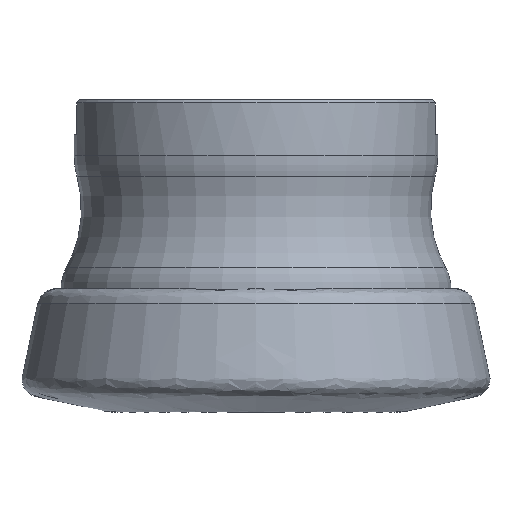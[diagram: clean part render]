
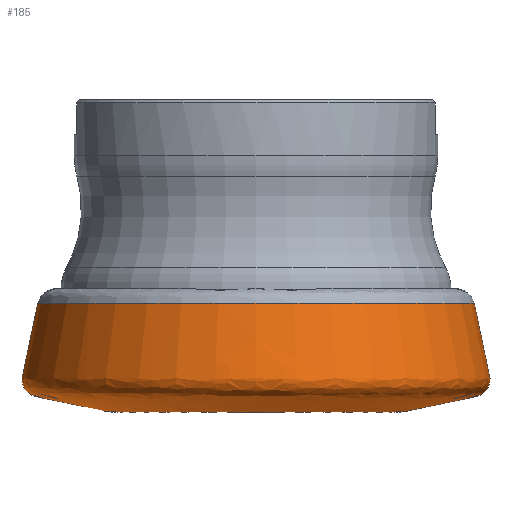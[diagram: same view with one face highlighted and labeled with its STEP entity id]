
A CAD part, left-side view. The second image highlights one B-rep face of the part: STEP entity #185.
In plain terms, the highlighted face is a revolution surface.
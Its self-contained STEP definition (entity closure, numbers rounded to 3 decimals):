
#185=ADVANCED_FACE('',(#237,#238),#220,.F.);
#220=SURFACE_OF_REVOLUTION('',#224,#222);
#222=AXIS1_PLACEMENT('',#1042,#780);
#224=B_SPLINE_CURVE_WITH_KNOTS('',5,(#1003,#1004,#1005,#1006,#1007,#1008,
#1009,#1010,#1011,#1012,#1013,#1014,#1015,#1016,#1017,#1018,#1019,#1020,
#1021,#1022,#1023,#1024,#1025,#1026,#1027,#1028,#1029,#1030,#1031,#1032,
#1033,#1034,#1035,#1036,#1037,#1038,#1039,#1040,#1041),.UNSPECIFIED.,.F.,
 .F.,(6,1,1,1,1,1,1,1,1,1,1,1,1,1,1,1,1,1,1,1,1,1,1,1,1,1,1,1,1,1,1,1,1,
1,6),(0.,0.009,0.021,0.032,0.043,
0.054,0.065,0.077,0.088,
0.099,0.11,0.122,0.13,
0.132,0.133,0.135,0.15,
0.162,0.259,0.419,0.497,
0.514,0.524,0.535,0.546,
0.556,0.566,0.577,0.588,
0.599,0.61,0.621,0.633,
0.667,1.),.UNSPECIFIED.);
#237=FACE_BOUND('',#279,.T.);
#238=FACE_BOUND('',#280,.T.);
#279=EDGE_LOOP('',(#335));
#280=EDGE_LOOP('',(#336));
#335=ORIENTED_EDGE('',*,*,#506,.F.);
#336=ORIENTED_EDGE('',*,*,#505,.F.);
#457=VERTEX_POINT('',#958);
#458=VERTEX_POINT('',#960);
#505=EDGE_CURVE('',#457,#457,#567,.T.);
#506=EDGE_CURVE('',#458,#458,#568,.T.);
#567=CIRCLE('',#696,20.503);
#568=CIRCLE('',#697,35.521);
#696=AXIS2_PLACEMENT_3D('',#957,#775,#776);
#697=AXIS2_PLACEMENT_3D('',#959,#777,#778);
#775=DIRECTION('',(0.,0.,-1.));
#776=DIRECTION('',(-1.,0.,0.));
#777=DIRECTION('',(0.,0.,1.));
#778=DIRECTION('',(-1.,0.,0.));
#780=DIRECTION('',(0.,0.,-1.));
#957=CARTESIAN_POINT('',(0.,0.,-48.418));
#958=CARTESIAN_POINT('',(-20.503,0.,-48.418));
#959=CARTESIAN_POINT('',(0.,0.,-33.074));
#960=CARTESIAN_POINT('',(-35.521,0.,-33.074));
#1003=CARTESIAN_POINT('',(20.503,0.,-48.418));
#1004=CARTESIAN_POINT('',(20.517,0.,-48.481));
#1005=CARTESIAN_POINT('',(20.55,0.,-48.617));
#1006=CARTESIAN_POINT('',(20.614,0.,-48.823));
#1007=CARTESIAN_POINT('',(20.722,0.,-49.088));
#1008=CARTESIAN_POINT('',(20.902,0.,-49.413));
#1009=CARTESIAN_POINT('',(21.126,0.,-49.719));
#1010=CARTESIAN_POINT('',(21.38,0.,-49.99));
#1011=CARTESIAN_POINT('',(21.676,0.,-50.236));
#1012=CARTESIAN_POINT('',(21.992,0.,-50.436));
#1013=CARTESIAN_POINT('',(22.332,0.,-50.597));
#1014=CARTESIAN_POINT('',(22.701,0.,-50.717));
#1015=CARTESIAN_POINT('',(23.051,0.,-50.783));
#1016=CARTESIAN_POINT('',(23.346,0.,-50.805));
#1017=CARTESIAN_POINT('',(23.575,0.,-50.799));
#1018=CARTESIAN_POINT('',(23.741,0.,-50.786));
#1019=CARTESIAN_POINT('',(23.927,0.,-50.762));
#1020=CARTESIAN_POINT('',(24.135,0.,-50.723));
#1021=CARTESIAN_POINT('',(24.96,0.,-50.537));
#1022=CARTESIAN_POINT('',(26.841,0.,-50.184));
#1023=CARTESIAN_POINT('',(29.174,0.,-49.609));
#1024=CARTESIAN_POINT('',(31.596,0.,-49.248));
#1025=CARTESIAN_POINT('',(33.919,0.,-48.615));
#1026=CARTESIAN_POINT('',(35.759,0.,-48.358));
#1027=CARTESIAN_POINT('',(36.54,0.,-48.035));
#1028=CARTESIAN_POINT('',(36.871,0.,-47.796));
#1029=CARTESIAN_POINT('',(37.135,0.,-47.596));
#1030=CARTESIAN_POINT('',(37.378,0.,-47.33));
#1031=CARTESIAN_POINT('',(37.596,0.,-47.048));
#1032=CARTESIAN_POINT('',(37.771,0.,-46.738));
#1033=CARTESIAN_POINT('',(37.913,0.,-46.403));
#1034=CARTESIAN_POINT('',(38.016,0.,-46.044));
#1035=CARTESIAN_POINT('',(38.069,0.,-45.68));
#1036=CARTESIAN_POINT('',(38.097,0.,-45.14));
#1037=CARTESIAN_POINT('',(37.517,0.,-42.56));
#1038=CARTESIAN_POINT('',(37.01,0.,-40.034));
#1039=CARTESIAN_POINT('',(36.479,0.,-37.595));
#1040=CARTESIAN_POINT('',(35.976,0.,-35.223));
#1041=CARTESIAN_POINT('',(35.521,0.,-33.074));
#1042=CARTESIAN_POINT('',(0.,0.,0.));
